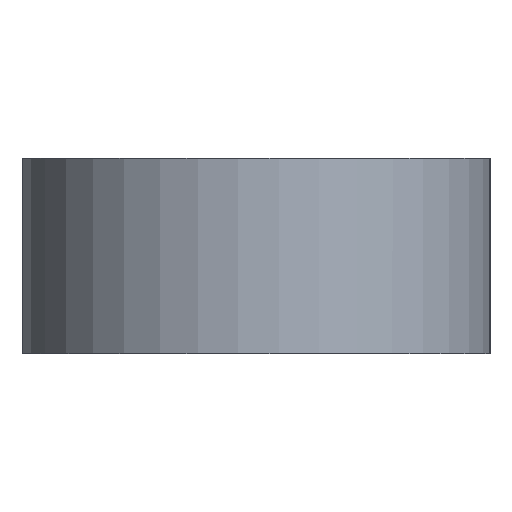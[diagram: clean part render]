
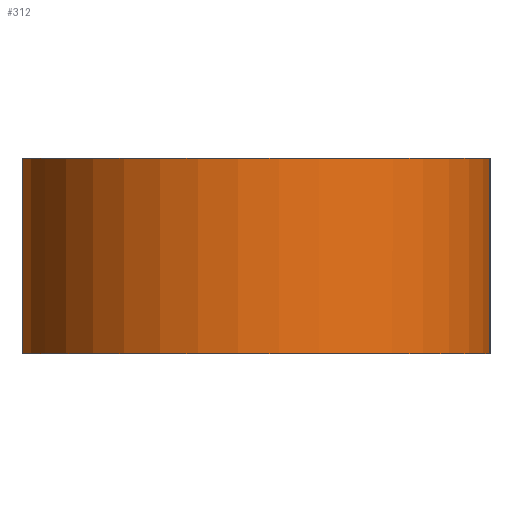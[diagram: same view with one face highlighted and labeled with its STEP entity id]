
A CAD part, left-side view. The second image highlights one B-rep face of the part: STEP entity #312.
In plain terms, the highlighted cylindrical face has radius 6 mm (diameter 12 mm), a full revolution.
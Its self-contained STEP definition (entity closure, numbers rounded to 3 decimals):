
#37=LINE('',#500,#53);
#44=LINE('',#531,#60);
#53=VECTOR('',#401,10.);
#60=VECTOR('',#440,10.);
#72=FACE_BOUND('',#126,.T.);
#73=FACE_BOUND('',#127,.T.);
#94=FACE_OUTER_BOUND('',#125,.T.);
#125=EDGE_LOOP('',(#275));
#126=EDGE_LOOP('',(#276,#277,#278,#279));
#127=EDGE_LOOP('',(#280));
#142=CIRCLE('',#340,6.);
#144=CIRCLE('',#345,6.);
#147=CIRCLE('',#350,6.);
#152=CIRCLE('',#360,6.);
#167=VERTEX_POINT('',#497);
#168=VERTEX_POINT('',#499);
#170=VERTEX_POINT('',#507);
#172=VERTEX_POINT('',#517);
#175=VERTEX_POINT('',#526);
#180=VERTEX_POINT('',#542);
#197=EDGE_CURVE('',#168,#167,#37,.T.);
#201=EDGE_CURVE('',#170,#168,#142,.T.);
#207=EDGE_CURVE('',#172,#167,#144,.T.);
#210=EDGE_CURVE('',#175,#175,#147,.T.);
#212=EDGE_CURVE('',#172,#170,#44,.T.);
#216=EDGE_CURVE('',#180,#180,#152,.T.);
#275=ORIENTED_EDGE('',*,*,#210,.T.);
#276=ORIENTED_EDGE('',*,*,#207,.F.);
#277=ORIENTED_EDGE('',*,*,#212,.T.);
#278=ORIENTED_EDGE('',*,*,#201,.T.);
#279=ORIENTED_EDGE('',*,*,#197,.T.);
#280=ORIENTED_EDGE('',*,*,#216,.T.);
#293=CYLINDRICAL_SURFACE('',#359,6.);
#312=ADVANCED_FACE('',(#94,#72,#73),#293,.T.);
#340=AXIS2_PLACEMENT_3D('',#508,#410,#411);
#345=AXIS2_PLACEMENT_3D('',#519,#424,#425);
#350=AXIS2_PLACEMENT_3D('',#527,#434,#435);
#359=AXIS2_PLACEMENT_3D('',#541,#453,#454);
#360=AXIS2_PLACEMENT_3D('',#543,#455,#456);
#401=DIRECTION('',(0.,0.,-1.));
#410=DIRECTION('center_axis',(0.,0.,1.));
#411=DIRECTION('ref_axis',(-1.,0.,0.));
#424=DIRECTION('center_axis',(0.,0.,1.));
#425=DIRECTION('ref_axis',(-1.,0.,0.));
#434=DIRECTION('center_axis',(0.,0.,1.));
#435=DIRECTION('ref_axis',(1.,0.,0.));
#440=DIRECTION('',(0.,0.,1.));
#453=DIRECTION('center_axis',(0.,0.,1.));
#454=DIRECTION('ref_axis',(1.,0.,0.));
#455=DIRECTION('center_axis',(0.,0.,-1.));
#456=DIRECTION('ref_axis',(1.,0.,0.));
#497=CARTESIAN_POINT('',(4.873,3.5,-1.));
#499=CARTESIAN_POINT('',(4.873,3.5,1.));
#500=CARTESIAN_POINT('',(4.873,3.5,0.));
#507=CARTESIAN_POINT('',(4.873,-3.5,1.));
#508=CARTESIAN_POINT('Origin',(0.,0.,1.));
#517=CARTESIAN_POINT('',(4.873,-3.5,-1.));
#519=CARTESIAN_POINT('Origin',(0.,0.,-1.));
#526=CARTESIAN_POINT('',(4.873,3.5,-2.5));
#527=CARTESIAN_POINT('Origin',(0.,0.,-2.5));
#531=CARTESIAN_POINT('',(4.873,-3.5,0.));
#541=CARTESIAN_POINT('Origin',(0.,0.,0.));
#542=CARTESIAN_POINT('',(4.873,3.5,2.5));
#543=CARTESIAN_POINT('Origin',(0.,0.,2.5));
